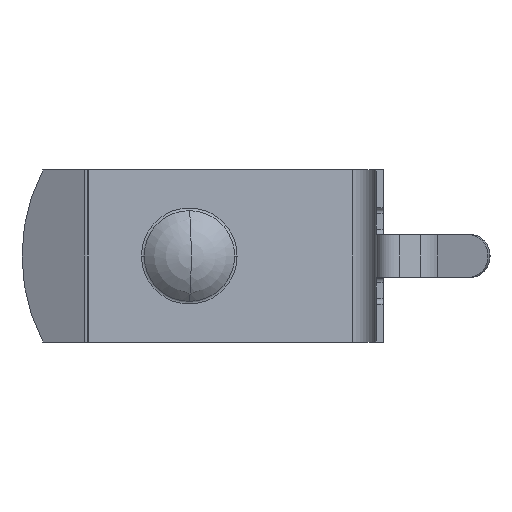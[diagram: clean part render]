
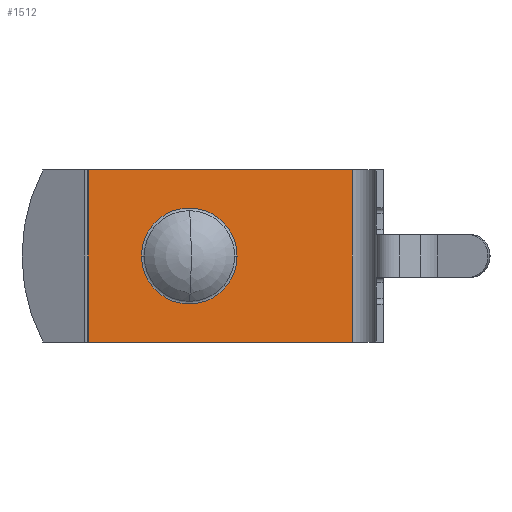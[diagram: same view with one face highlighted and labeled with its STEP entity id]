
A CAD part, left-side view. The second image highlights one B-rep face of the part: STEP entity #1512.
In plain terms, the highlighted planar face has unit normal (-0.996, -0.087, 0).
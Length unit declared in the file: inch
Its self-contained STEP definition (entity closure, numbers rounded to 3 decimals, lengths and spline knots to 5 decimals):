
#42 = LINE ( 'NONE', #1759, #1584 ) ;
#43 = CARTESIAN_POINT ( 'NONE',  ( 0.363, 0.03479, 0. ) ) ;
#68 = ORIENTED_EDGE ( 'NONE', *, *, #545, .F. ) ;
#115 = CIRCLE ( 'NONE', #1503, 0.06976 ) ;
#200 = EDGE_LOOP ( 'NONE', ( #1330, #1150, #1253, #1818 ) ) ;
#238 = CARTESIAN_POINT ( 'NONE',  ( 0.363, 0.03479, 0.25 ) ) ;
#252 = FACE_BOUND ( 'NONE', #1437, .T. ) ;
#271 = VERTEX_POINT ( 'NONE', #43 ) ;
#318 = EDGE_CURVE ( 'NONE', #2409, #1547, #867, .T. ) ;
#395 = ORIENTED_EDGE ( 'NONE', *, *, #1989, .F. ) ;
#447 = DIRECTION ( 'NONE',  ( 0., 0., -1. ) ) ;
#520 = CARTESIAN_POINT ( 'NONE',  ( 0.363, 0.03479, 0.25 ) ) ;
#545 = EDGE_CURVE ( 'NONE', #1997, #1625, #2428, .T. ) ;
#682 = DIRECTION ( 'NONE',  ( -0.087, 0.996, 0. ) ) ;
#687 = EDGE_CURVE ( 'NONE', #271, #1431, #1263, .T. ) ;
#692 = DIRECTION ( 'NONE',  ( 0., 0., -1. ) ) ;
#708 = EDGE_CURVE ( 'NONE', #2409, #271, #2414, .T. ) ;
#748 = CARTESIAN_POINT ( 'NONE',  ( 0.34226, 0.27188, 0.125 ) ) ;
#778 = DIRECTION ( 'NONE',  ( -0.996, -0.087, 0. ) ) ;
#859 = CARTESIAN_POINT ( 'NONE',  ( 0.34226, 0.27188, 0.125 ) ) ;
#867 = LINE ( 'NONE', #520, #2450 ) ;
#972 = DIRECTION ( 'NONE',  ( -0.996, -0.087, 0. ) ) ;
#981 = AXIS2_PLACEMENT_3D ( 'NONE', #748, #972, #2066 ) ;
#1000 = CARTESIAN_POINT ( 'NONE',  ( 0.32939, 0.41898, 0.25 ) ) ;
#1059 = VECTOR ( 'NONE', #692, 39.37008 ) ;
#1150 = ORIENTED_EDGE ( 'NONE', *, *, #708, .F. ) ;
#1196 = DIRECTION ( 'NONE',  ( -0.087, 0.996, 0. ) ) ;
#1253 = ORIENTED_EDGE ( 'NONE', *, *, #318, .T. ) ;
#1263 = LINE ( 'NONE', #1666, #1414 ) ;
#1264 = AXIS2_PLACEMENT_3D ( 'NONE', #238, #1805, #1196 ) ;
#1330 = ORIENTED_EDGE ( 'NONE', *, *, #687, .F. ) ;
#1395 = CARTESIAN_POINT ( 'NONE',  ( 0.33618, 0.34138, 0.125 ) ) ;
#1414 = VECTOR ( 'NONE', #682, 39.37008 ) ;
#1431 = VERTEX_POINT ( 'NONE', #1879 ) ;
#1437 = EDGE_LOOP ( 'NONE', ( #68, #395 ) ) ;
#1503 = AXIS2_PLACEMENT_3D ( 'NONE', #859, #778, #1786 ) ;
#1512 = ADVANCED_FACE ( 'NONE', ( #252, #2368 ), #2327, .T. ) ;
#1547 = VERTEX_POINT ( 'NONE', #1000 ) ;
#1553 = CARTESIAN_POINT ( 'NONE',  ( 0.363, 0.03479, 0.25 ) ) ;
#1584 = VECTOR ( 'NONE', #447, 39.37008 ) ;
#1625 = VERTEX_POINT ( 'NONE', #2229 ) ;
#1666 = CARTESIAN_POINT ( 'NONE',  ( 0.363, 0.03479, 0. ) ) ;
#1759 = CARTESIAN_POINT ( 'NONE',  ( 0.32939, 0.41898, 0.25 ) ) ;
#1786 = DIRECTION ( 'NONE',  ( -0.087, 0.996, 0. ) ) ;
#1805 = DIRECTION ( 'NONE',  ( -0.996, -0.087, 0. ) ) ;
#1818 = ORIENTED_EDGE ( 'NONE', *, *, #2060, .T. ) ;
#1835 = DIRECTION ( 'NONE',  ( -0.087, 0.996, 0. ) ) ;
#1879 = CARTESIAN_POINT ( 'NONE',  ( 0.32939, 0.41898, 0. ) ) ;
#1989 = EDGE_CURVE ( 'NONE', #1625, #1997, #115, .T. ) ;
#1997 = VERTEX_POINT ( 'NONE', #1395 ) ;
#2060 = EDGE_CURVE ( 'NONE', #1547, #1431, #42, .T. ) ;
#2066 = DIRECTION ( 'NONE',  ( -0.087, 0.996, 0. ) ) ;
#2229 = CARTESIAN_POINT ( 'NONE',  ( 0.34834, 0.20239, 0.125 ) ) ;
#2327 = PLANE ( 'NONE',  #1264 ) ;
#2368 = FACE_OUTER_BOUND ( 'NONE', #200, .T. ) ;
#2409 = VERTEX_POINT ( 'NONE', #1553 ) ;
#2414 = LINE ( 'NONE', #2446, #1059 ) ;
#2428 = CIRCLE ( 'NONE', #981, 0.06976 ) ;
#2446 = CARTESIAN_POINT ( 'NONE',  ( 0.363, 0.03479, 0.25 ) ) ;
#2450 = VECTOR ( 'NONE', #1835, 39.37008 ) ;
